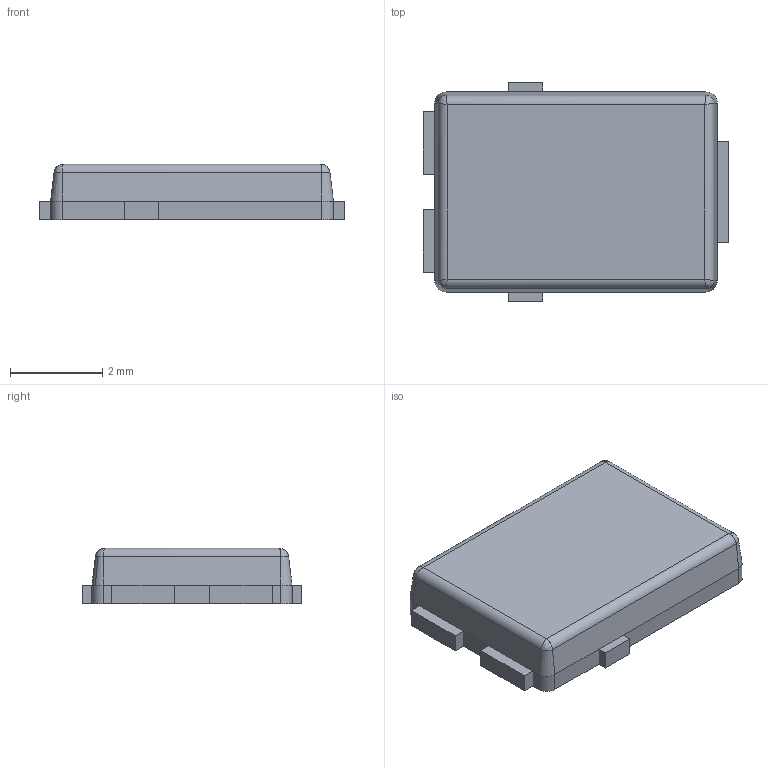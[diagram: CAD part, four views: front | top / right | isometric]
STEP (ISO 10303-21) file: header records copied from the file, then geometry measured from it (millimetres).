
FILE_DESCRIPTION((''),'2;1');
FILE_NAME('VISHAY_SMPC(TO-277A).stp','2009-08-05T15:34:50',(''),(''),'Mechanical Desktop 2006','Mechanical Desktop 2006',', , ');
FILE_SCHEMA(('AUTOMOTIVE_DESIGN { 1 2 10303 214 0 1 1 1 }'));
Length unit declared in the file: millimetre
Products named in the file (2): ProductA; Product
Bounding box: 6.65 x 4.75 x 1.2 mm (x, y, z)
Surface area: 127.7 mm2
Topology: 4 solids, 4 shells, 56 faces, 128 edges, 76 vertices
Faces by surface type: plane 36, cylinder 10, cone 6, bspline 4
Entity records: 2151 total; most frequent: CARTESIAN_POINT 884, ORIENTED_EDGE 248, DIRECTION 232, EDGE_CURVE 124, VECTOR 96, LINE 96, VERTEX_POINT 76, AXIS2_PLACEMENT_3D 68
